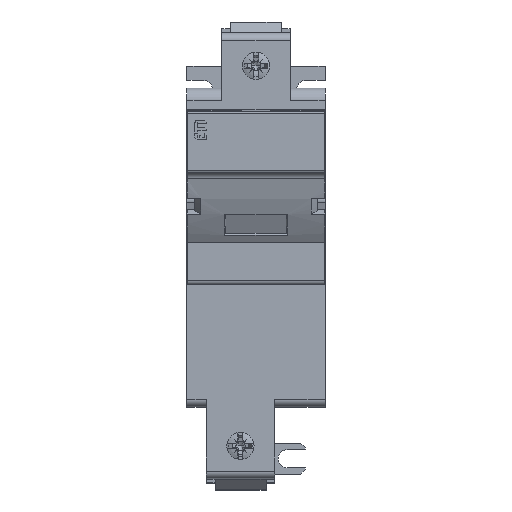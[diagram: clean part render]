
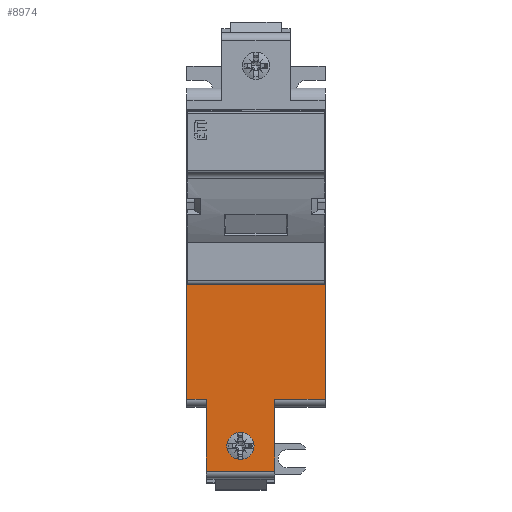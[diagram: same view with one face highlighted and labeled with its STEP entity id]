
A CAD part, top view. The second image highlights one B-rep face of the part: STEP entity #8974.
In plain terms, the highlighted planar face has unit normal (0, 0, 1).
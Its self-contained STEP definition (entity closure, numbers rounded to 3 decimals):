
#3222=DIRECTION('',(0.,-1.,0.));
#3223=VECTOR('',#3222,29.5);
#3224=CARTESIAN_POINT('',(0.,-40.2,43.5));
#3225=LINE('',#3224,#3223);
#3252=DIRECTION('',(1.,0.,0.));
#3253=VECTOR('',#3252,5.);
#3254=CARTESIAN_POINT('',(0.,-69.7,43.5));
#3255=LINE('',#3254,#3253);
#3289=DIRECTION('',(0.,1.,0.));
#3290=VECTOR('',#3289,18.5);
#3291=CARTESIAN_POINT('',(5.,-88.2,43.5));
#3292=LINE('',#3291,#3290);
#3296=DIRECTION('',(0.,-1.,0.));
#3297=VECTOR('',#3296,29.5);
#3298=CARTESIAN_POINT('',(35.6,-40.2,43.5));
#3299=LINE('',#3298,#3297);
#3303=DIRECTION('',(0.,-1.,0.));
#3304=VECTOR('',#3303,18.5);
#3305=CARTESIAN_POINT('',(22.6,-69.7,43.5));
#3306=LINE('',#3305,#3304);
#3310=CARTESIAN_POINT('',(13.8,-81.7,43.5));
#3311=DIRECTION('',(0.,0.,1.));
#3312=DIRECTION('',(0.,1.,0.));
#3313=AXIS2_PLACEMENT_3D('',#3310,#3311,#3312);
#3318=CARTESIAN_POINT('',(13.8,-81.7,43.5));
#3319=DIRECTION('',(0.,0.,1.));
#3320=DIRECTION('',(0.,-1.,0.));
#3321=AXIS2_PLACEMENT_3D('',#3318,#3319,#3320);
#3326=DIRECTION('',(1.,0.,0.));
#3327=VECTOR('',#3326,17.6);
#3328=CARTESIAN_POINT('',(5.,-88.2,43.5));
#3329=LINE('',#3328,#3327);
#3592=DIRECTION('',(-1.,0.,0.));
#3593=VECTOR('',#3592,35.6);
#3594=CARTESIAN_POINT('',(35.6,-40.2,43.5));
#3595=LINE('',#3594,#3593);
#3606=DIRECTION('',(1.,0.,0.));
#3607=VECTOR('',#3606,13.);
#3608=CARTESIAN_POINT('',(22.6,-69.7,43.5));
#3609=LINE('',#3608,#3607);
#4857=CARTESIAN_POINT('',(35.6,-69.7,43.5));
#4858=VERTEX_POINT('',#4857);
#4859=CARTESIAN_POINT('',(35.6,-40.2,43.5));
#4860=VERTEX_POINT('',#4859);
#4959=CARTESIAN_POINT('',(22.6,-88.2,43.5));
#4960=VERTEX_POINT('',#4959);
#4961=CARTESIAN_POINT('',(22.6,-69.7,43.5));
#4962=VERTEX_POINT('',#4961);
#5438=CARTESIAN_POINT('',(0.,-69.7,43.5));
#5440=VERTEX_POINT('',#5438);
#5464=CARTESIAN_POINT('',(0.,-40.2,43.5));
#5465=VERTEX_POINT('',#5464);
#5472=CARTESIAN_POINT('',(5.,-69.7,43.5));
#5473=VERTEX_POINT('',#5472);
#5474=CARTESIAN_POINT('',(5.,-88.2,43.5));
#5475=VERTEX_POINT('',#5474);
#5482=CARTESIAN_POINT('',(13.8,-78.2,43.5));
#5483=CARTESIAN_POINT('',(13.8,-85.2,43.5));
#5484=VERTEX_POINT('',#5482);
#5485=VERTEX_POINT('',#5483);
#8950=CARTESIAN_POINT('',(35.6,-40.2,43.5));
#8951=DIRECTION('',(0.,0.,1.));
#8952=DIRECTION('',(0.,-1.,0.));
#8953=AXIS2_PLACEMENT_3D('',#8950,#8951,#8952);
#8954=PLANE('',#8953);
#8956=ORIENTED_EDGE('',*,*,#8955,.F.);
#8957=ORIENTED_EDGE('',*,*,#8929,.T.);
#8958=ORIENTED_EDGE('',*,*,#8888,.F.);
#8959=ORIENTED_EDGE('',*,*,#8862,.F.);
#8961=ORIENTED_EDGE('',*,*,#8960,.F.);
#8962=ORIENTED_EDGE('',*,*,#5695,.T.);
#8964=ORIENTED_EDGE('',*,*,#8963,.F.);
#8965=ORIENTED_EDGE('',*,*,#5835,.T.);
#8966=EDGE_LOOP('',(#8956,#8957,#8958,#8959,#8961,#8962,#8964,#8965));
#8967=FACE_OUTER_BOUND('',#8966,.F.);
#8969=ORIENTED_EDGE('',*,*,#8968,.T.);
#8971=ORIENTED_EDGE('',*,*,#8970,.T.);
#8972=EDGE_LOOP('',(#8969,#8971));
#8973=FACE_BOUND('',#8972,.F.);
#3314=CIRCLE('',#3313,3.5);
#3322=CIRCLE('',#3321,3.5);
#5695=EDGE_CURVE('',#4860,#4858,#3299,.T.);
#5835=EDGE_CURVE('',#4962,#4960,#3306,.T.);
#8862=EDGE_CURVE('',#5465,#5440,#3225,.T.);
#8888=EDGE_CURVE('',#5440,#5473,#3255,.T.);
#8929=EDGE_CURVE('',#5475,#5473,#3292,.T.);
#8955=EDGE_CURVE('',#5475,#4960,#3329,.T.);
#8960=EDGE_CURVE('',#4860,#5465,#3595,.T.);
#8963=EDGE_CURVE('',#4962,#4858,#3609,.T.);
#8968=EDGE_CURVE('',#5484,#5485,#3314,.T.);
#8970=EDGE_CURVE('',#5485,#5484,#3322,.T.);
#8974=ADVANCED_FACE('',(#8967,#8973),#8954,.T.);
